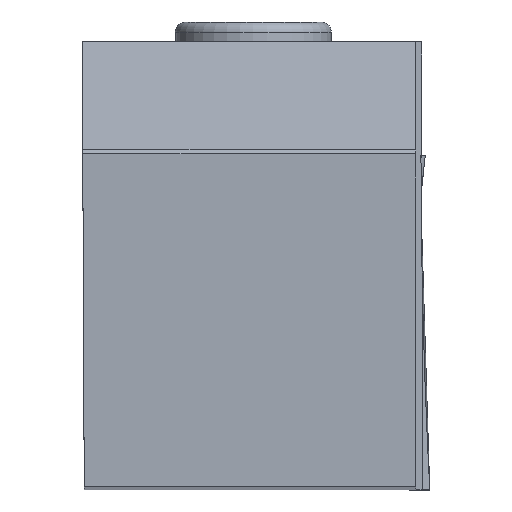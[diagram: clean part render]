
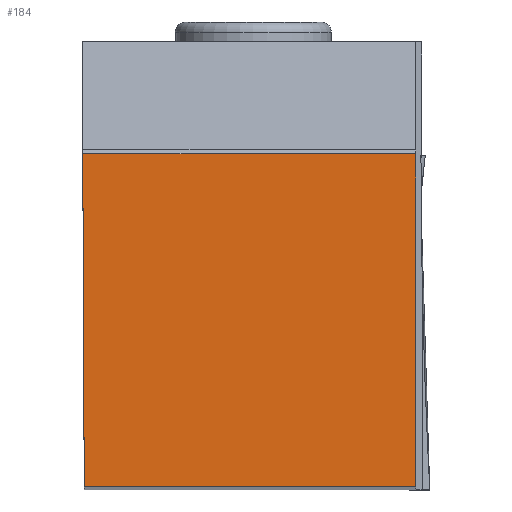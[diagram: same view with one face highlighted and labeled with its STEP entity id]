
A CAD part, top view. The second image highlights one B-rep face of the part: STEP entity #184.
In plain terms, the highlighted planar face has unit normal (0, 0, 1).
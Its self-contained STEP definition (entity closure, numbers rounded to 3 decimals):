
#184=ADVANCED_FACE('BLANK_BOXF006',(#287),#231,.F.);
#231=PLANE('',#1331);
#287=FACE_OUTER_BOUND('',#345,.T.);
#345=EDGE_LOOP('',(#614,#615,#616,#617));
#614=ORIENTED_EDGE('',*,*,#946,.T.);
#615=ORIENTED_EDGE('',*,*,#947,.T.);
#616=ORIENTED_EDGE('',*,*,#942,.T.);
#617=ORIENTED_EDGE('',*,*,#928,.T.);
#789=VERTEX_POINT('',#2121);
#790=VERTEX_POINT('',#2123);
#799=VERTEX_POINT('',#2149);
#802=VERTEX_POINT('',#2157);
#928=EDGE_CURVE('',#790,#789,#1045,.T.);
#942=EDGE_CURVE('',#799,#790,#1058,.T.);
#946=EDGE_CURVE('',#789,#802,#1062,.T.);
#947=EDGE_CURVE('',#802,#799,#1063,.T.);
#1045=LINE('',#2122,#1163);
#1058=LINE('',#2148,#1176);
#1062=LINE('',#2156,#1180);
#1063=LINE('',#2158,#1181);
#1163=VECTOR('',#1568,1.);
#1176=VECTOR('',#1589,1.);
#1180=VECTOR('',#1595,1.);
#1181=VECTOR('',#1596,1.);
#1331=AXIS2_PLACEMENT_3D('',#2159,#1597,#1598);
#1568=DIRECTION('',(1.,0.,0.));
#1589=DIRECTION('',(0.004,-1.,0.));
#1595=DIRECTION('',(0.,1.,0.));
#1596=DIRECTION('',(-1.,0.,0.));
#1597=DIRECTION('',(0.,0.,-1.));
#1598=DIRECTION('',(0.,-1.,0.));
#2121=CARTESIAN_POINT('',(25.273,0.,0.));
#2122=CARTESIAN_POINT('',(-151.4,0.,0.));
#2123=CARTESIAN_POINT('',(0.11,0.,0.));
#2148=CARTESIAN_POINT('',(-0.55,151.399,0.));
#2149=CARTESIAN_POINT('',(0.,25.273,0.));
#2156=CARTESIAN_POINT('',(25.273,-151.4,0.));
#2157=CARTESIAN_POINT('',(25.273,25.273,0.));
#2158=CARTESIAN_POINT('',(151.4,25.273,0.));
#2159=CARTESIAN_POINT('',(27.773,-5.,0.));
